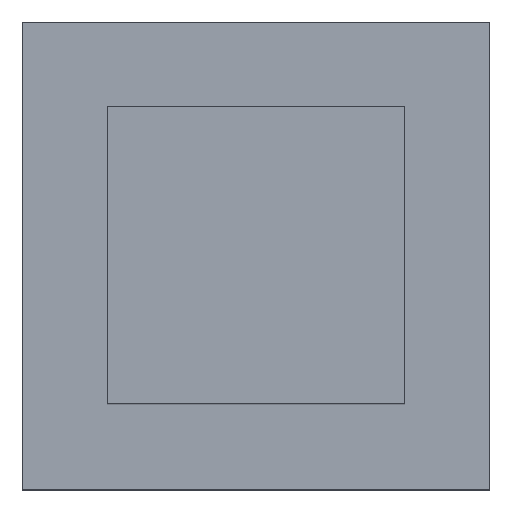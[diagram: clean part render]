
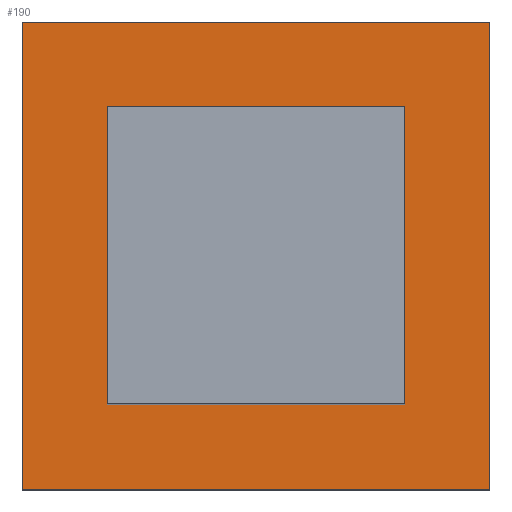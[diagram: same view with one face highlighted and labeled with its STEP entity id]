
A CAD part, top view. The second image highlights one B-rep face of the part: STEP entity #190.
In plain terms, the highlighted planar face has unit normal (0, 0, 1).
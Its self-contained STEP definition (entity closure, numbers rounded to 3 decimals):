
#15=FACE_BOUND('',#32,.T.);
#20=FACE_OUTER_BOUND('',#31,.T.);
#31=EDGE_LOOP('',(#143,#144,#145,#146));
#32=EDGE_LOOP('',(#147,#148,#149,#150));
#41=LINE('',#278,#65);
#44=LINE('',#284,#68);
#47=LINE('',#290,#71);
#50=LINE('',#294,#74);
#51=LINE('',#298,#75);
#52=LINE('',#300,#76);
#53=LINE('',#302,#77);
#54=LINE('',#303,#78);
#65=VECTOR('',#228,10.);
#68=VECTOR('',#233,10.);
#71=VECTOR('',#238,10.);
#74=VECTOR('',#243,10.);
#75=VECTOR('',#246,10.);
#76=VECTOR('',#247,10.);
#77=VECTOR('',#248,10.);
#78=VECTOR('',#249,10.);
#89=VERTEX_POINT('',#275);
#90=VERTEX_POINT('',#277);
#92=VERTEX_POINT('',#283);
#94=VERTEX_POINT('',#289);
#95=VERTEX_POINT('',#296);
#96=VERTEX_POINT('',#297);
#97=VERTEX_POINT('',#299);
#98=VERTEX_POINT('',#301);
#105=EDGE_CURVE('',#90,#89,#41,.T.);
#108=EDGE_CURVE('',#92,#90,#44,.T.);
#111=EDGE_CURVE('',#94,#92,#47,.T.);
#114=EDGE_CURVE('',#89,#94,#50,.T.);
#115=EDGE_CURVE('',#95,#96,#51,.T.);
#116=EDGE_CURVE('',#97,#95,#52,.T.);
#117=EDGE_CURVE('',#98,#97,#53,.T.);
#118=EDGE_CURVE('',#96,#98,#54,.T.);
#143=ORIENTED_EDGE('',*,*,#114,.T.);
#144=ORIENTED_EDGE('',*,*,#111,.T.);
#145=ORIENTED_EDGE('',*,*,#108,.T.);
#146=ORIENTED_EDGE('',*,*,#105,.T.);
#147=ORIENTED_EDGE('',*,*,#115,.F.);
#148=ORIENTED_EDGE('',*,*,#116,.F.);
#149=ORIENTED_EDGE('',*,*,#117,.F.);
#150=ORIENTED_EDGE('',*,*,#118,.F.);
#179=PLANE('',#215);
#190=ADVANCED_FACE('',(#20,#15),#179,.T.);
#215=AXIS2_PLACEMENT_3D('',#295,#244,#245);
#228=DIRECTION('',(1.,0.,0.));
#233=DIRECTION('',(0.,-1.,0.));
#238=DIRECTION('',(-1.,0.,0.));
#243=DIRECTION('',(0.,1.,0.));
#244=DIRECTION('center_axis',(0.,0.,1.));
#245=DIRECTION('ref_axis',(1.,0.,0.));
#246=DIRECTION('',(1.,0.,0.));
#247=DIRECTION('',(0.,-1.,0.));
#248=DIRECTION('',(-1.,0.,0.));
#249=DIRECTION('',(0.,1.,0.));
#275=CARTESIAN_POINT('',(4.5,-129.156,1.));
#277=CARTESIAN_POINT('',(-1.,-129.156,1.));
#278=CARTESIAN_POINT('',(4.5,-129.156,1.));
#283=CARTESIAN_POINT('',(-1.,-123.656,1.));
#284=CARTESIAN_POINT('',(-1.,-129.156,1.));
#289=CARTESIAN_POINT('',(4.5,-123.656,1.));
#290=CARTESIAN_POINT('',(-1.,-123.656,1.));
#294=CARTESIAN_POINT('',(4.5,-123.656,1.));
#295=CARTESIAN_POINT('Origin',(1.75,-126.406,1.));
#296=CARTESIAN_POINT('',(0.,-128.156,1.));
#297=CARTESIAN_POINT('',(3.5,-128.156,1.));
#298=CARTESIAN_POINT('',(0.875,-128.156,1.));
#299=CARTESIAN_POINT('',(0.,-124.656,1.));
#300=CARTESIAN_POINT('',(0.,-125.531,1.));
#301=CARTESIAN_POINT('',(3.5,-124.656,1.));
#302=CARTESIAN_POINT('',(2.625,-124.656,1.));
#303=CARTESIAN_POINT('',(3.5,-127.281,1.));
